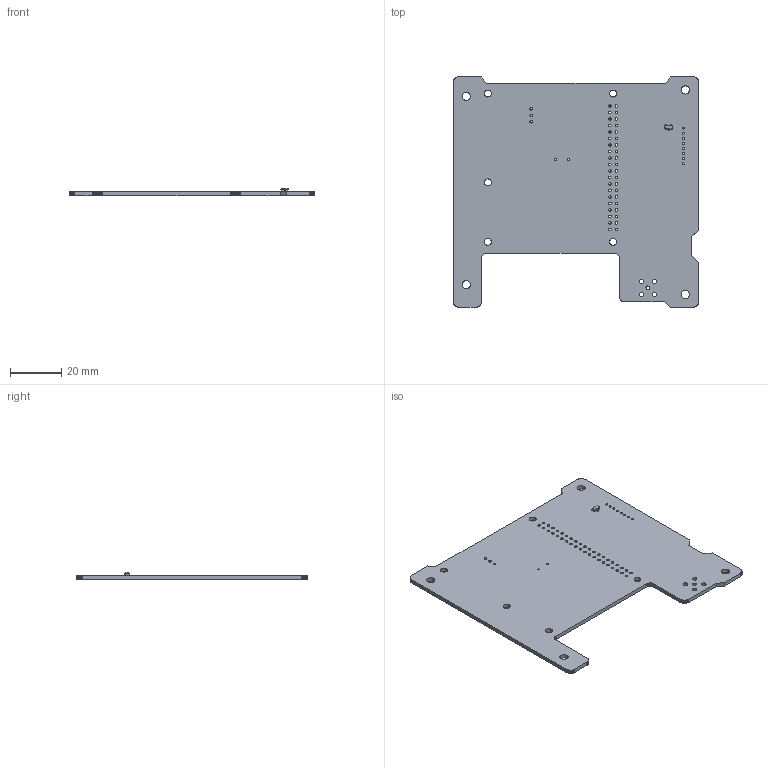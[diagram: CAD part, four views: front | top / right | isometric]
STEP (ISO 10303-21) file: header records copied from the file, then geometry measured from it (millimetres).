
FILE_DESCRIPTION(('KiCad electronic assembly'),'2;1');
FILE_NAME('RPi_interface.step','2023-10-28T13:26:45',('Pcbnew'),('Kicad' ),'Open CASCADE STEP processor 7.6','KiCad to STEP converter', 'Unknown');
FILE_SCHEMA(('AUTOMOTIVE_DESIGN { 1 0 10303 214 1 1 1 1 }'));
Length unit declared in the file: millimetre
Products named in the file (4): RPi_interface 1; SOT-23; SOLID; RPi_interface PCB
Assembly tree (3 placements, depth 3):
  RPi_interface 1
    SOT-23
      SOLID
    RPi_interface PCB
Bounding box: 96 x 90 x 2.84 mm (x, y, z)
Volume: 11337.5 mm3; surface area: 15386.9 mm2
Topology: 2 solids, 2 shells, 251 faces, 699 edges, 452 vertices
Faces by surface type: plane 145, cylinder 79, bspline 27
Full cylindrical faces by diameter (mm): 0.7 x2, 0.8 x8, 1 x43, 1.5 x1, 1.7 x4, 2.7 x5, 3.2 x4
Entity records: 18369 total; most frequent: CARTESIAN_POINT 3914, DIRECTION 2481, LINE 1697, VECTOR 1697, ORIENTED_EDGE 1398, PCURVE 1398, DEFINITIONAL_REPRESENTATION 1398, EDGE_CURVE 699
